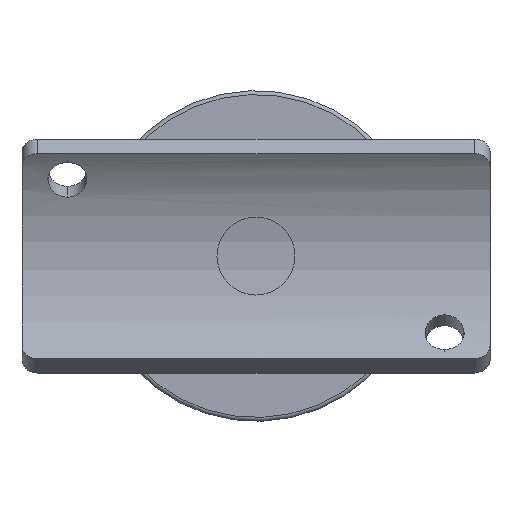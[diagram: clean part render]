
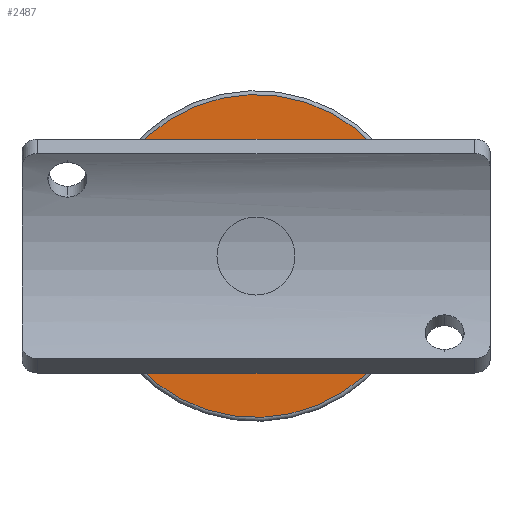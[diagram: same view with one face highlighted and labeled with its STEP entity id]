
A CAD part, left-side view. The second image highlights one B-rep face of the part: STEP entity #2487.
In plain terms, the highlighted face is planar.
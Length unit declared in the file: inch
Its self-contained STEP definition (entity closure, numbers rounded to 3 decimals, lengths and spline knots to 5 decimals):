
#186 = EDGE_LOOP ( 'NONE', ( #401, #2550 ) ) ;
#188 = CARTESIAN_POINT ( 'NONE',  ( 0., 0.46396, -0.19685 ) ) ;
#219 = CARTESIAN_POINT ( 'NONE',  ( 0., 0.46396, 0. ) ) ;
#393 = CARTESIAN_POINT ( 'NONE',  ( 0., 0.46396, 0. ) ) ;
#401 = ORIENTED_EDGE ( 'NONE', *, *, #2717, .F. ) ;
#463 = CIRCLE ( 'NONE', #653, 0.81496 ) ;
#591 = CARTESIAN_POINT ( 'NONE',  ( 0., 0.46396, 0. ) ) ;
#611 = ORIENTED_EDGE ( 'NONE', *, *, #1252, .T. ) ;
#653 = AXIS2_PLACEMENT_3D ( 'NONE', #393, #1419, #2048 ) ;
#817 = PLANE ( 'NONE',  #2917 ) ;
#874 = ORIENTED_EDGE ( 'NONE', *, *, #2874, .T. ) ;
#971 = VERTEX_POINT ( 'NONE', #188 ) ;
#980 = EDGE_CURVE ( 'NONE', #971, #2690, #2143, .T. ) ;
#985 = CARTESIAN_POINT ( 'NONE',  ( 0., 0.46396, 0.19685 ) ) ;
#1054 = FACE_OUTER_BOUND ( 'NONE', #1408, .T. ) ;
#1252 = EDGE_CURVE ( 'NONE', #1731, #1721, #1884, .T. ) ;
#1253 = CARTESIAN_POINT ( 'NONE',  ( 0., 0.46396, 0.81496 ) ) ;
#1308 = DIRECTION ( 'NONE',  ( 0., 0., 1. ) ) ;
#1350 = DIRECTION ( 'NONE',  ( 0., 1., 0. ) ) ;
#1408 = EDGE_LOOP ( 'NONE', ( #611, #874 ) ) ;
#1419 = DIRECTION ( 'NONE',  ( 0., 1., 0. ) ) ;
#1462 = AXIS2_PLACEMENT_3D ( 'NONE', #1488, #2991, #2469 ) ;
#1488 = CARTESIAN_POINT ( 'NONE',  ( 0., 0.46396, 0. ) ) ;
#1491 = AXIS2_PLACEMENT_3D ( 'NONE', #591, #2926, #2032 ) ;
#1539 = CARTESIAN_POINT ( 'NONE',  ( -0.19685, 0.46396, 0. ) ) ;
#1641 = AXIS2_PLACEMENT_3D ( 'NONE', #219, #1350, #2325 ) ;
#1721 = VERTEX_POINT ( 'NONE', #1777 ) ;
#1731 = VERTEX_POINT ( 'NONE', #1253 ) ;
#1777 = CARTESIAN_POINT ( 'NONE',  ( 0., 0.46396, -0.81496 ) ) ;
#1884 = CIRCLE ( 'NONE', #1491, 0.81496 ) ;
#2005 = FACE_BOUND ( 'NONE', #186, .T. ) ;
#2032 = DIRECTION ( 'NONE',  ( 0., 0., 1. ) ) ;
#2048 = DIRECTION ( 'NONE',  ( 0., 0., 1. ) ) ;
#2143 = CIRCLE ( 'NONE', #1641, 0.19685 ) ;
#2325 = DIRECTION ( 'NONE',  ( 0., 0., 1. ) ) ;
#2469 = DIRECTION ( 'NONE',  ( 0., 0., 1. ) ) ;
#2485 = DIRECTION ( 'NONE',  ( 0., 1., 0. ) ) ;
#2487 = ADVANCED_FACE ( 'NONE', ( #1054, #2005 ), #817, .T. ) ;
#2550 = ORIENTED_EDGE ( 'NONE', *, *, #980, .F. ) ;
#2690 = VERTEX_POINT ( 'NONE', #985 ) ;
#2717 = EDGE_CURVE ( 'NONE', #2690, #971, #2804, .T. ) ;
#2804 = CIRCLE ( 'NONE', #1462, 0.19685 ) ;
#2874 = EDGE_CURVE ( 'NONE', #1721, #1731, #463, .T. ) ;
#2917 = AXIS2_PLACEMENT_3D ( 'NONE', #1539, #2485, #1308 ) ;
#2926 = DIRECTION ( 'NONE',  ( 0., 1., 0. ) ) ;
#2991 = DIRECTION ( 'NONE',  ( 0., 1., 0. ) ) ;
